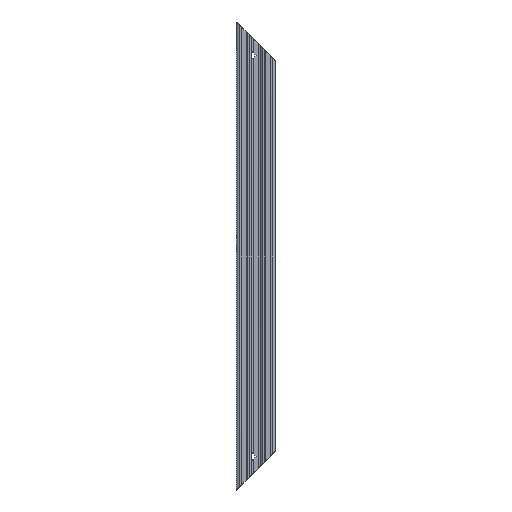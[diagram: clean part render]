
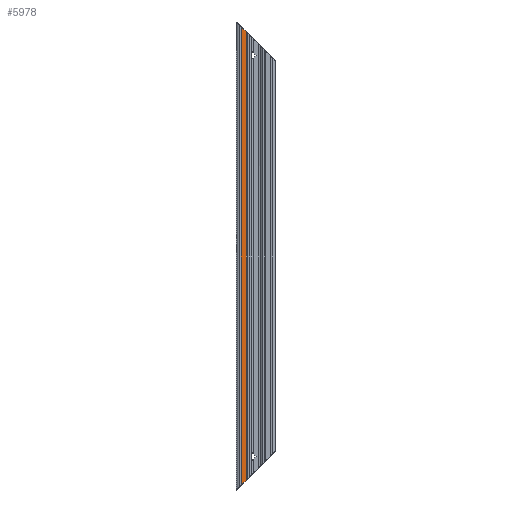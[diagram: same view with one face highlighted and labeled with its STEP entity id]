
A CAD part, left-side view. The second image highlights one B-rep face of the part: STEP entity #5978.
In plain terms, the highlighted planar face has unit normal (-1, 0, 0).
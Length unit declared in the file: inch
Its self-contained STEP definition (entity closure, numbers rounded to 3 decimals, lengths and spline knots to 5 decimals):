
#426 = EDGE_CURVE ( 'NONE', #2327, #3325, #973, .T. ) ;
#682 = EDGE_CURVE ( 'NONE', #952, #3325, #5873, .T. ) ;
#770 = CARTESIAN_POINT ( 'NONE',  ( -0.5, 0.376, -5.87601 ) ) ;
#952 = VERTEX_POINT ( 'NONE', #770 ) ;
#973 = LINE ( 'NONE', #6427, #2107 ) ;
#1222 = VECTOR ( 'NONE', #5959, 39.37008 ) ;
#1826 = DIRECTION ( 'NONE',  ( 0., 0., -1. ) ) ;
#1868 = EDGE_CURVE ( 'NONE', #1906, #952, #5592, .T. ) ;
#1906 = VERTEX_POINT ( 'NONE', #2715 ) ;
#1932 = ORIENTED_EDGE ( 'NONE', *, *, #682, .T. ) ;
#2083 = DIRECTION ( 'NONE',  ( 0., 0., -1. ) ) ;
#2107 = VECTOR ( 'NONE', #2083, 39.37008 ) ;
#2240 = FACE_OUTER_BOUND ( 'NONE', #5938, .T. ) ;
#2320 = CARTESIAN_POINT ( 'NONE',  ( -0.5, 0.376, 6. ) ) ;
#2327 = VERTEX_POINT ( 'NONE', #5303 ) ;
#2551 = AXIS2_PLACEMENT_3D ( 'NONE', #2320, #3377, #1826 ) ;
#2686 = DIRECTION ( 'NONE',  ( 0., -0.707, 0.707 ) ) ;
#2715 = CARTESIAN_POINT ( 'NONE',  ( -0.5, 0.376, 5.87601 ) ) ;
#3210 = DIRECTION ( 'NONE',  ( 0., 0.707, 0.707 ) ) ;
#3325 = VERTEX_POINT ( 'NONE', #5732 ) ;
#3377 = DIRECTION ( 'NONE',  ( 1., 0., 0. ) ) ;
#3431 = EDGE_CURVE ( 'NONE', #2327, #1906, #6655, .T. ) ;
#3520 = ORIENTED_EDGE ( 'NONE', *, *, #1868, .T. ) ;
#4289 = CARTESIAN_POINT ( 'NONE',  ( -0.5, 0.376, 6. ) ) ;
#4837 = CARTESIAN_POINT ( 'NONE',  ( -0.5, -0.5, -5.00001 ) ) ;
#5303 = CARTESIAN_POINT ( 'NONE',  ( -0.5, 0.24933, 5.74934 ) ) ;
#5482 = ORIENTED_EDGE ( 'NONE', *, *, #426, .F. ) ;
#5592 = LINE ( 'NONE', #4289, #1222 ) ;
#5732 = CARTESIAN_POINT ( 'NONE',  ( -0.5, 0.24933, -5.74934 ) ) ;
#5795 = VECTOR ( 'NONE', #3210, 39.37008 ) ;
#5873 = LINE ( 'NONE', #4837, #6033 ) ;
#5938 = EDGE_LOOP ( 'NONE', ( #3520, #1932, #5482, #6181 ) ) ;
#5959 = DIRECTION ( 'NONE',  ( 0., 0., -1. ) ) ;
#5978 = ADVANCED_FACE ( 'NONE', ( #2240 ), #6654, .F. ) ;
#6033 = VECTOR ( 'NONE', #2686, 39.37008 ) ;
#6181 = ORIENTED_EDGE ( 'NONE', *, *, #3431, .T. ) ;
#6427 = CARTESIAN_POINT ( 'NONE',  ( -0.5, 0.24933, 6. ) ) ;
#6474 = CARTESIAN_POINT ( 'NONE',  ( -0.5, -0.5, 5.00001 ) ) ;
#6654 = PLANE ( 'NONE',  #2551 ) ;
#6655 = LINE ( 'NONE', #6474, #5795 ) ;
